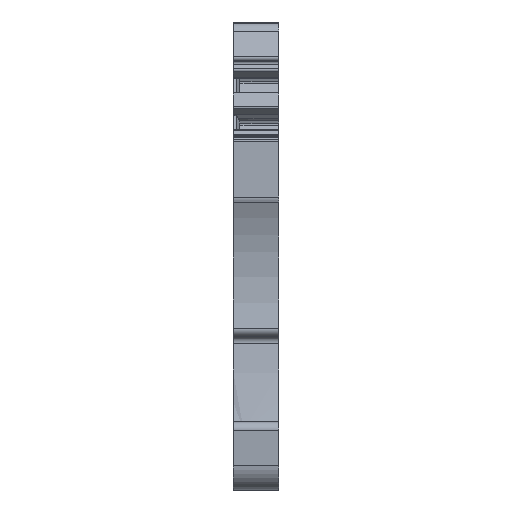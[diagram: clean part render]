
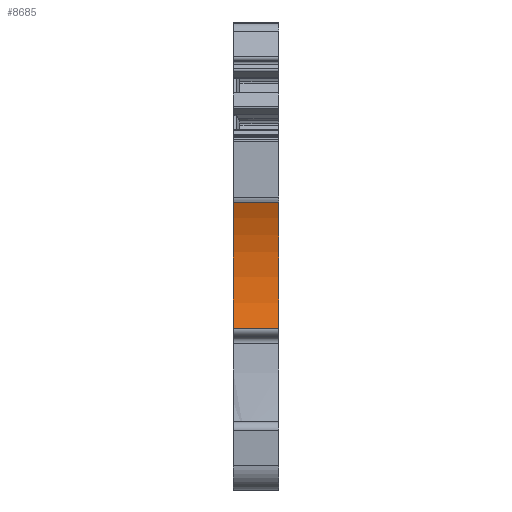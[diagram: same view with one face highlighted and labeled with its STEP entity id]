
A CAD part, front view. The second image highlights one B-rep face of the part: STEP entity #8685.
In plain terms, the highlighted cylindrical face has radius 15 mm (diameter 30 mm), a partial arc.
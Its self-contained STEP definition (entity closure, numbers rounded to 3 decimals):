
#1768=AXIS2_PLACEMENT_3D('Circle Axis2P3D',#1766,#1767,$) ;
#1775=AXIS2_PLACEMENT_3D('Circle Axis2P3D',#1773,#1774,$) ;
#4740=AXIS2_PLACEMENT_3D('Circle Axis2P3D',#4738,#4739,$) ;
#4747=AXIS2_PLACEMENT_3D('Circle Axis2P3D',#4745,#4746,$) ;
#8670=AXIS2_PLACEMENT_3D('Cylinder Axis2P3D',#8667,#8668,#8669) ;
#1763=CARTESIAN_POINT('Vertex',(3.5,0.083,22.297)) ;
#1766=CARTESIAN_POINT('Axis2P3D Location',(3.5,-13.679,16.328)) ;
#1770=CARTESIAN_POINT('Vertex',(3.5,1.171,18.445)) ;
#1773=CARTESIAN_POINT('Axis2P3D Location',(3.5,-13.679,16.328)) ;
#1777=CARTESIAN_POINT('Vertex',(3.5,0.831,12.527)) ;
#4735=CARTESIAN_POINT('Vertex',(0.,0.831,12.527)) ;
#4738=CARTESIAN_POINT('Axis2P3D Location',(0.,-13.679,16.328)) ;
#4742=CARTESIAN_POINT('Vertex',(0.,1.171,18.445)) ;
#4745=CARTESIAN_POINT('Axis2P3D Location',(0.,-13.679,16.328)) ;
#4749=CARTESIAN_POINT('Vertex',(0.,0.083,22.297)) ;
#8655=CARTESIAN_POINT('Line Origine',(1.75,0.083,22.297)) ;
#8667=CARTESIAN_POINT('Axis2P3D Location',(1.75,-13.679,16.328)) ;
#8672=CARTESIAN_POINT('Line Origine',(1.75,0.831,12.527)) ;
#1767=DIRECTION('Axis2P3D Direction',(-1.,0.,0.)) ;
#1774=DIRECTION('Axis2P3D Direction',(-1.,0.,0.)) ;
#4739=DIRECTION('Axis2P3D Direction',(-1.,0.,0.)) ;
#4746=DIRECTION('Axis2P3D Direction',(-1.,0.,0.)) ;
#8656=DIRECTION('Vector Direction',(-1.,0.,0.)) ;
#8668=DIRECTION('Axis2P3D Direction',(-1.,0.,0.)) ;
#8669=DIRECTION('Axis2P3D XDirection',(0.,0.917,0.398)) ;
#8673=DIRECTION('Vector Direction',(-1.,0.,0.)) ;
#8657=VECTOR('Line Direction',#8656,1.) ;
#8674=VECTOR('Line Direction',#8673,1.) ;
#8678=ORIENTED_EDGE('',*,*,#1772,.T.) ;
#8679=ORIENTED_EDGE('',*,*,#8659,.T.) ;
#8680=ORIENTED_EDGE('',*,*,#4751,.F.) ;
#8681=ORIENTED_EDGE('',*,*,#4744,.F.) ;
#8682=ORIENTED_EDGE('',*,*,#8676,.F.) ;
#8683=ORIENTED_EDGE('',*,*,#1779,.T.) ;
#8685=ADVANCED_FACE('KLTR',(#8684),#8671,.F.) ;
#1769=CIRCLE('generated circle',#1768,15.) ;
#1776=CIRCLE('generated circle',#1775,15.) ;
#4741=CIRCLE('generated circle',#4740,15.) ;
#4748=CIRCLE('generated circle',#4747,15.) ;
#8671=CYLINDRICAL_SURFACE('generated cylinder',#8670,15.) ;
#1772=EDGE_CURVE('',#1771,#1764,#1769,.F.) ;
#1779=EDGE_CURVE('',#1778,#1771,#1776,.F.) ;
#4744=EDGE_CURVE('',#4736,#4743,#4741,.F.) ;
#4751=EDGE_CURVE('',#4743,#4750,#4748,.F.) ;
#8659=EDGE_CURVE('',#1764,#4750,#8658,.T.) ;
#8676=EDGE_CURVE('',#1778,#4736,#8675,.T.) ;
#8677=EDGE_LOOP('',(#8678,#8679,#8680,#8681,#8682,#8683)) ;
#8684=FACE_OUTER_BOUND('',#8677,.T.) ;
#8658=LINE('Line',#8655,#8657) ;
#8675=LINE('Line',#8672,#8674) ;
#1764=VERTEX_POINT('',#1763) ;
#1771=VERTEX_POINT('',#1770) ;
#1778=VERTEX_POINT('',#1777) ;
#4736=VERTEX_POINT('',#4735) ;
#4743=VERTEX_POINT('',#4742) ;
#4750=VERTEX_POINT('',#4749) ;
